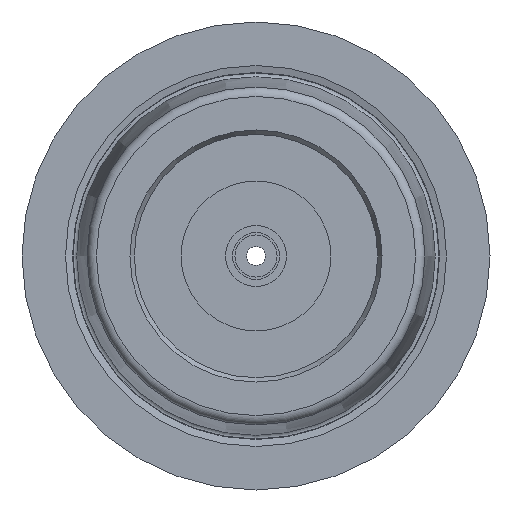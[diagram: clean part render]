
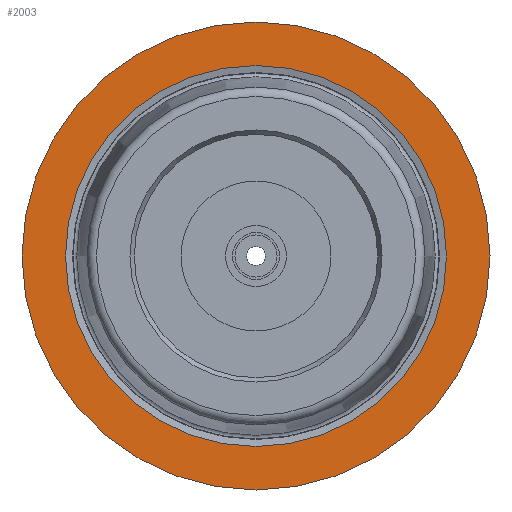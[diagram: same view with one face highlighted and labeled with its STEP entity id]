
A CAD part, left-side view. The second image highlights one B-rep face of the part: STEP entity #2003.
In plain terms, the highlighted planar face has unit normal (-1, 0, 0).
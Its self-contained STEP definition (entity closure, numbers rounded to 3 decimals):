
#1969=CARTESIAN_POINT('',(0.,20.35,0.0));
#1970=VERTEX_POINT('',#1969);
#1971=CARTESIAN_POINT('',(0.,0.,0.0));
#1972=DIRECTION('',(1.0,0.0,0.0));
#1973=DIRECTION('',(0.0,1.0,0.0));
#1974=AXIS2_PLACEMENT_3D('',#1971,#1972,#1973);
#1975=CIRCLE('',#1974,20.35);
#1976=EDGE_CURVE('',#1970,#1970,#1975,.T.);
#1984=CARTESIAN_POINT('',(0.,22.675,0.0));
#1985=DIRECTION('',(-1.0,0.0,0.0));
#1986=DIRECTION('',(0.0,0.0,1.0));
#1987=AXIS2_PLACEMENT_3D('',#1984,#1985,#1986);
#1988=PLANE('',#1987);
#1989=CARTESIAN_POINT('',(0.,25.,0.0));
#1990=VERTEX_POINT('',#1989);
#1991=CARTESIAN_POINT('',(0.,0.,0.0));
#1992=DIRECTION('',(1.0,0.0,0.0));
#1993=DIRECTION('',(0.0,1.0,0.0));
#1994=AXIS2_PLACEMENT_3D('',#1991,#1992,#1993);
#1995=CIRCLE('',#1994,25.0);
#1996=EDGE_CURVE('',#1990,#1990,#1995,.T.);
#1997=ORIENTED_EDGE('',*,*,#1996,.F.);
#1998=EDGE_LOOP('',(#1997));
#1999=FACE_OUTER_BOUND('',#1998,.T.);
#2000=ORIENTED_EDGE('',*,*,#1976,.T.);
#2001=EDGE_LOOP('',(#2000));
#2002=FACE_BOUND('',#2001,.T.);
#2003=ADVANCED_FACE('',(#1999,#2002),#1988,.T.);
